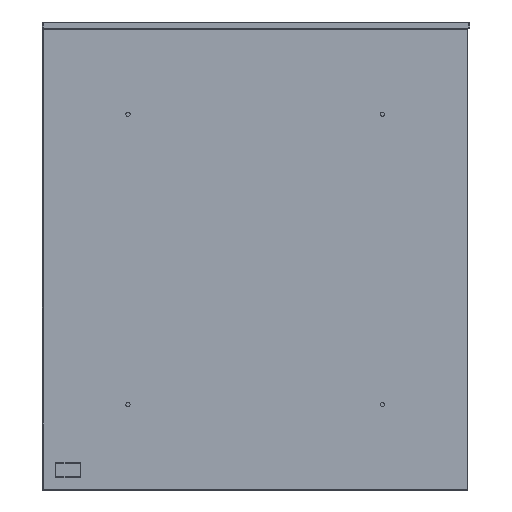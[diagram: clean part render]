
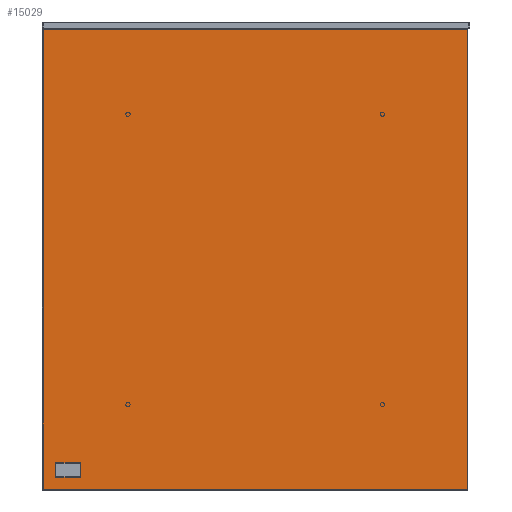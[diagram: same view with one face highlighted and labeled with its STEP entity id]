
A CAD part, left-side view. The second image highlights one B-rep face of the part: STEP entity #15029.
In plain terms, the highlighted planar face has unit normal (-1, 0, 0).
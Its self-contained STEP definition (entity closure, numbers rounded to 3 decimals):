
#14767=CARTESIAN_POINT('',(-4950.693,10231.25,-596.869));
#14768=VERTEX_POINT('',#14767);
#14769=CARTESIAN_POINT('',(-4950.693,10231.25,-59.131));
#14770=VERTEX_POINT('',#14769);
#14771=CARTESIAN_POINT('',(-4950.693,10231.25,-596.869));
#14772=DIRECTION('',(0.0,0.0,1.0));
#14773=VECTOR('',#14772,537.737);
#14774=LINE('',#14771,#14773);
#14775=EDGE_CURVE('',#14768,#14770,#14774,.T.);
#14798=CARTESIAN_POINT('',(-4950.693,10230.919,-58.8));
#14799=VERTEX_POINT('',#14798);
#14800=CARTESIAN_POINT('',(-4950.693,10231.25,-59.131));
#14801=DIRECTION('',(0.0,-0.707,0.707));
#14802=VECTOR('',#14801,0.469);
#14803=LINE('',#14800,#14802);
#14804=EDGE_CURVE('',#14770,#14799,#14803,.T.);
#14822=CARTESIAN_POINT('',(-4950.693,9735.181,-58.8));
#14823=VERTEX_POINT('',#14822);
#14824=CARTESIAN_POINT('',(-4950.693,10230.919,-58.8));
#14825=DIRECTION('',(0.0,-1.0,0.0));
#14826=VECTOR('',#14825,495.737);
#14827=LINE('',#14824,#14826);
#14828=EDGE_CURVE('',#14799,#14823,#14827,.T.);
#14855=CARTESIAN_POINT('',(-4950.693,9734.85,-59.131));
#14856=VERTEX_POINT('',#14855);
#14857=CARTESIAN_POINT('',(-4950.693,9735.181,-58.8));
#14858=DIRECTION('',(0.0,-0.707,-0.707));
#14859=VECTOR('',#14858,0.469);
#14860=LINE('',#14857,#14859);
#14861=EDGE_CURVE('',#14823,#14856,#14860,.T.);
#14886=CARTESIAN_POINT('',(-4950.693,9734.85,-596.869));
#14887=VERTEX_POINT('',#14886);
#14888=CARTESIAN_POINT('',(-4950.693,9734.85,-59.131));
#14889=DIRECTION('',(0.0,0.0,-1.0));
#14890=VECTOR('',#14889,537.737);
#14891=LINE('',#14888,#14890);
#14892=EDGE_CURVE('',#14856,#14887,#14891,.T.);
#14917=CARTESIAN_POINT('',(-4950.693,9735.181,-597.2));
#14918=VERTEX_POINT('',#14917);
#14919=CARTESIAN_POINT('',(-4950.693,9734.85,-596.869));
#14920=DIRECTION('',(0.0,0.707,-0.707));
#14921=VECTOR('',#14920,0.469);
#14922=LINE('',#14919,#14921);
#14923=EDGE_CURVE('',#14887,#14918,#14922,.T.);
#14946=CARTESIAN_POINT('',(-4950.693,10230.919,-597.2));
#14947=VERTEX_POINT('',#14946);
#14948=CARTESIAN_POINT('',(-4950.693,9735.181,-597.2));
#14949=DIRECTION('',(0.0,1.0,0.0));
#14950=VECTOR('',#14949,495.737);
#14951=LINE('',#14948,#14950);
#14952=EDGE_CURVE('',#14918,#14947,#14951,.T.);
#14970=CARTESIAN_POINT('',(-4950.693,10230.919,-597.2));
#14971=DIRECTION('',(0.0,0.707,0.707));
#14972=VECTOR('',#14971,0.469);
#14973=LINE('',#14970,#14972);
#14974=EDGE_CURVE('',#14947,#14768,#14973,.T.);
#15014=CARTESIAN_POINT('',(-4950.693,9983.05,-597.201));
#15015=DIRECTION('',(-1.0,0.0,0.0));
#15016=DIRECTION('',(0.0,0.0,1.0));
#15017=AXIS2_PLACEMENT_3D('',#15014,#15015,#15016);
#15018=PLANE('',#15017);
#15019=ORIENTED_EDGE('',*,*,#14775,.F.);
#15020=ORIENTED_EDGE('',*,*,#14974,.F.);
#15021=ORIENTED_EDGE('',*,*,#14952,.F.);
#15022=ORIENTED_EDGE('',*,*,#14923,.F.);
#15023=ORIENTED_EDGE('',*,*,#14892,.F.);
#15024=ORIENTED_EDGE('',*,*,#14861,.F.);
#15025=ORIENTED_EDGE('',*,*,#14828,.F.);
#15026=ORIENTED_EDGE('',*,*,#14804,.F.);
#15027=EDGE_LOOP('',(#15019,#15020,#15021,#15022,#15023,#15024,#15025,#15026));
#15028=FACE_OUTER_BOUND('',#15027,.T.);
#15029=ADVANCED_FACE('',(#15028),#15018,.T.);
